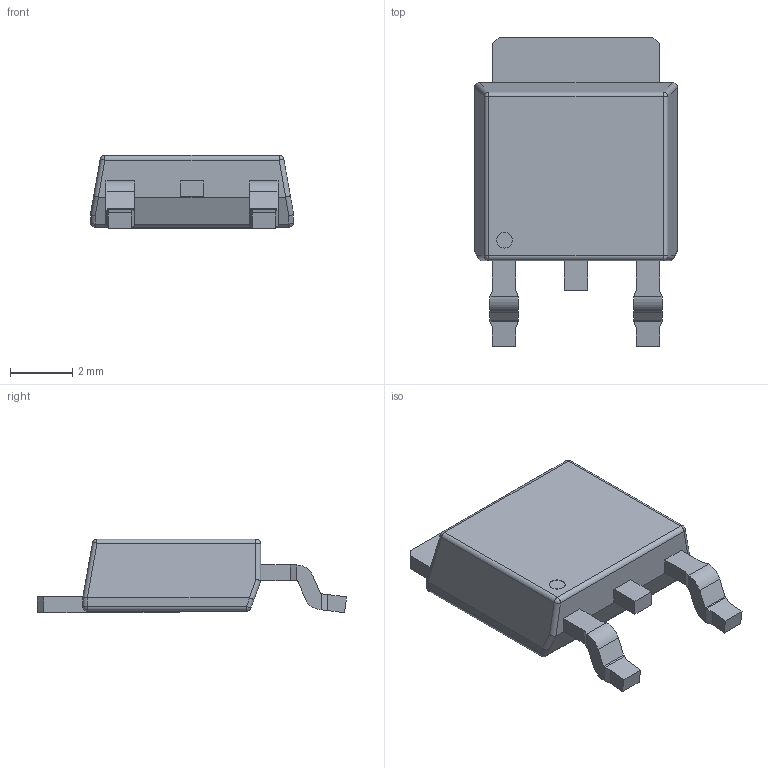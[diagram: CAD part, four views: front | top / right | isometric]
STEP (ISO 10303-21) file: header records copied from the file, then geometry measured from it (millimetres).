
FILE_DESCRIPTION(/* description */ ('model of DPAK-3'),/* implementation_level */ '2;1');
FILE_NAME(/* name */ 'DPAK-3.stp',/* time_stamp */ '2015-12-05T22:24:26',/* author */ ('Joan The Spark',''),/* organization */ (''),/* preprocessor_version */ '',/* originating_system */ '',/* authorisation */ '');
FILE_SCHEMA (('AUTOMOTIVE_DESIGN { 1 0 10303 214 3 1 1 }'));
Length unit declared in the file: millimetre
Products named in the file (1): DPAK-3
Bounding box: 6.5 x 9.9 x 2.35 mm (x, y, z)
Volume: 86.3 mm3; surface area: 155.7 mm2
Topology: 1 solids, 1 shells, 99 faces, 243 edges, 150 vertices
Faces by surface type: plane 63, cylinder 28, sphere 8
Full cylindrical faces by diameter (mm): 0.5 x1
Entity records: 2940 total; most frequent: DIRECTION 500, CARTESIAN_POINT 492, ORIENTED_EDGE 484, EDGE_CURVE 242, LINE 184, VECTOR 184, AXIS2_PLACEMENT_3D 158, VERTEX_POINT 150
